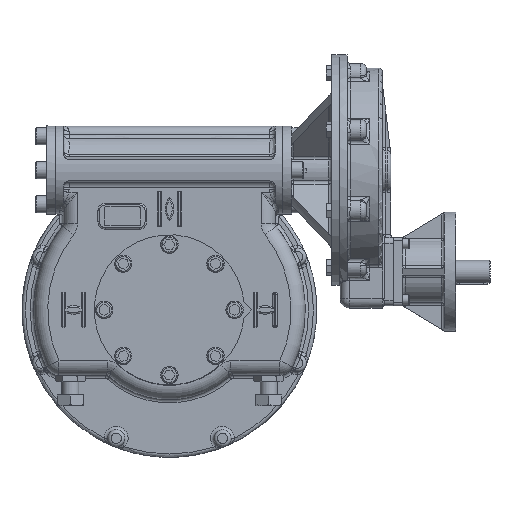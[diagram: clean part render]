
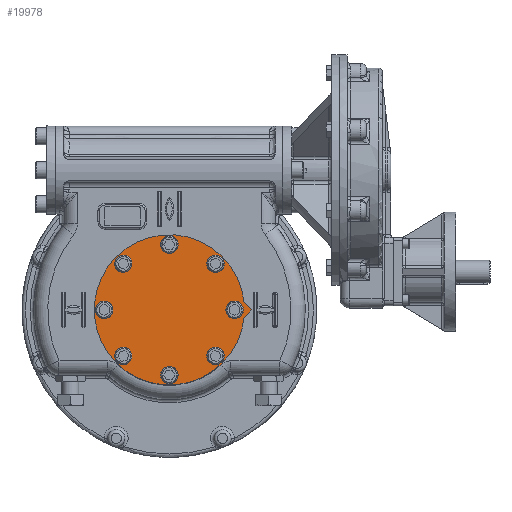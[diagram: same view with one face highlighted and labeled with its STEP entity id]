
A CAD part, top view. The second image highlights one B-rep face of the part: STEP entity #19978.
In plain terms, the highlighted planar face has unit normal (0, 0, 1).
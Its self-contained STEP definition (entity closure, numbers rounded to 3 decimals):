
#2561=LINE('',#50877,#3680);
#2564=LINE('',#50882,#3683);
#3680=VECTOR('',#27527,1000.);
#3683=VECTOR('',#27532,1000.);
#7965=ORIENTED_EDGE('',*,*,#11675,.F.);
#7966=ORIENTED_EDGE('',*,*,#11676,.F.);
#7967=ORIENTED_EDGE('',*,*,#11677,.F.);
#7968=ORIENTED_EDGE('',*,*,#11678,.F.);
#7969=ORIENTED_EDGE('',*,*,#11679,.F.);
#7970=ORIENTED_EDGE('',*,*,#11680,.F.);
#7971=ORIENTED_EDGE('',*,*,#11681,.F.);
#7972=ORIENTED_EDGE('',*,*,#11682,.F.);
#7973=ORIENTED_EDGE('',*,*,#11660,.F.);
#7974=ORIENTED_EDGE('',*,*,#11666,.F.);
#7975=ORIENTED_EDGE('',*,*,#11663,.F.);
#11660=EDGE_CURVE('',#13975,#13976,#15191,.T.);
#11663=EDGE_CURVE('',#13976,#13978,#2561,.T.);
#11666=EDGE_CURVE('',#13978,#13975,#2564,.T.);
#11675=EDGE_CURVE('',#13987,#13987,#15200,.T.);
#11676=EDGE_CURVE('',#13988,#13988,#15201,.T.);
#11677=EDGE_CURVE('',#13989,#13989,#15202,.T.);
#11678=EDGE_CURVE('',#13990,#13990,#15203,.T.);
#11679=EDGE_CURVE('',#13991,#13991,#15204,.T.);
#11680=EDGE_CURVE('',#13992,#13992,#15205,.T.);
#11681=EDGE_CURVE('',#13993,#13993,#15206,.T.);
#11682=EDGE_CURVE('',#13994,#13994,#15207,.T.);
#13975=VERTEX_POINT('',#50870);
#13976=VERTEX_POINT('',#50872);
#13978=VERTEX_POINT('',#50878);
#13987=VERTEX_POINT('',#50902);
#13988=VERTEX_POINT('',#50904);
#13989=VERTEX_POINT('',#50906);
#13990=VERTEX_POINT('',#50908);
#13991=VERTEX_POINT('',#50910);
#13992=VERTEX_POINT('',#50912);
#13993=VERTEX_POINT('',#50914);
#13994=VERTEX_POINT('',#50916);
#15191=CIRCLE('',#22627,132.5);
#15200=CIRCLE('',#22640,10.5);
#15201=CIRCLE('',#22641,10.5);
#15202=CIRCLE('',#22642,10.5);
#15203=CIRCLE('',#22643,10.5);
#15204=CIRCLE('',#22644,10.5);
#15205=CIRCLE('',#22645,10.5);
#15206=CIRCLE('',#22646,10.5);
#15207=CIRCLE('',#22647,10.5);
#16752=EDGE_LOOP('',(#7965));
#16753=EDGE_LOOP('',(#7966));
#16754=EDGE_LOOP('',(#7967));
#16755=EDGE_LOOP('',(#7968));
#16756=EDGE_LOOP('',(#7969));
#16757=EDGE_LOOP('',(#7970));
#16758=EDGE_LOOP('',(#7971));
#16759=EDGE_LOOP('',(#7972));
#16760=EDGE_LOOP('',(#7973,#7974,#7975));
#18251=FACE_BOUND('',#16752,.T.);
#18252=FACE_BOUND('',#16753,.T.);
#18253=FACE_BOUND('',#16754,.T.);
#18254=FACE_BOUND('',#16755,.T.);
#18255=FACE_BOUND('',#16756,.T.);
#18256=FACE_BOUND('',#16757,.T.);
#18257=FACE_BOUND('',#16758,.T.);
#18258=FACE_BOUND('',#16759,.T.);
#18259=FACE_BOUND('',#16760,.T.);
#18994=PLANE('',#22639);
#19978=ADVANCED_FACE('',(#18251,#18252,#18253,#18254,#18255,#18256,#18257,
#18258,#18259),#18994,.F.);
#22627=AXIS2_PLACEMENT_3D('',#50871,#27521,#27522);
#22639=AXIS2_PLACEMENT_3D('',#50900,#27551,#27552);
#22640=AXIS2_PLACEMENT_3D('',#50901,#27553,#27554);
#22641=AXIS2_PLACEMENT_3D('',#50903,#27555,#27556);
#22642=AXIS2_PLACEMENT_3D('',#50905,#27557,#27558);
#22643=AXIS2_PLACEMENT_3D('',#50907,#27559,#27560);
#22644=AXIS2_PLACEMENT_3D('',#50909,#27561,#27562);
#22645=AXIS2_PLACEMENT_3D('',#50911,#27563,#27564);
#22646=AXIS2_PLACEMENT_3D('',#50913,#27565,#27566);
#22647=AXIS2_PLACEMENT_3D('',#50915,#27567,#27568);
#27521=DIRECTION('',(0.,0.,-1.));
#27522=DIRECTION('',(1.,0.,0.));
#27527=DIRECTION('',(0.707,-0.707,0.));
#27532=DIRECTION('',(-0.707,-0.707,0.));
#27551=DIRECTION('',(0.,0.,-1.));
#27552=DIRECTION('',(-1.,0.,0.));
#27553=DIRECTION('',(0.,0.,1.));
#27554=DIRECTION('',(1.,0.,0.));
#27555=DIRECTION('',(0.,0.,1.));
#27556=DIRECTION('',(0.707,-0.707,0.));
#27557=DIRECTION('',(0.,0.,1.));
#27558=DIRECTION('',(0.,-1.,0.));
#27559=DIRECTION('',(0.,0.,1.));
#27560=DIRECTION('',(-0.707,-0.707,0.));
#27561=DIRECTION('',(0.,0.,1.));
#27562=DIRECTION('',(-1.,0.,0.));
#27563=DIRECTION('',(0.,0.,1.));
#27564=DIRECTION('',(-0.707,0.707,0.));
#27565=DIRECTION('',(0.,0.,1.));
#27566=DIRECTION('',(0.,1.,0.));
#27567=DIRECTION('',(0.,0.,1.));
#27568=DIRECTION('',(0.707,0.707,0.));
#50870=CARTESIAN_POINT('',(131.845,-13.155,70.25));
#50871=CARTESIAN_POINT('',(0.,0.,70.25));
#50872=CARTESIAN_POINT('',(131.845,13.155,70.25));
#50877=CARTESIAN_POINT('',(131.845,13.155,70.25));
#50878=CARTESIAN_POINT('',(145.,0.,70.25));
#50882=CARTESIAN_POINT('',(145.,0.,70.25));
#50900=CARTESIAN_POINT('',(0.,0.,70.25));
#50901=CARTESIAN_POINT('',(0.,115.,70.25));
#50902=CARTESIAN_POINT('',(10.5,115.,70.25));
#50903=CARTESIAN_POINT('',(81.317,81.317,70.25));
#50904=CARTESIAN_POINT('',(88.742,73.893,70.25));
#50905=CARTESIAN_POINT('',(115.,0.,70.25));
#50906=CARTESIAN_POINT('',(115.,-10.5,70.25));
#50907=CARTESIAN_POINT('',(81.317,-81.317,70.25));
#50908=CARTESIAN_POINT('',(73.893,-88.742,70.25));
#50909=CARTESIAN_POINT('',(0.,-115.,70.25));
#50910=CARTESIAN_POINT('',(-10.5,-115.,70.25));
#50911=CARTESIAN_POINT('',(-81.317,-81.317,70.25));
#50912=CARTESIAN_POINT('',(-88.742,-73.893,70.25));
#50913=CARTESIAN_POINT('',(-115.,0.,70.25));
#50914=CARTESIAN_POINT('',(-115.,10.5,70.25));
#50915=CARTESIAN_POINT('',(-81.317,81.317,70.25));
#50916=CARTESIAN_POINT('',(-73.893,88.742,70.25));
